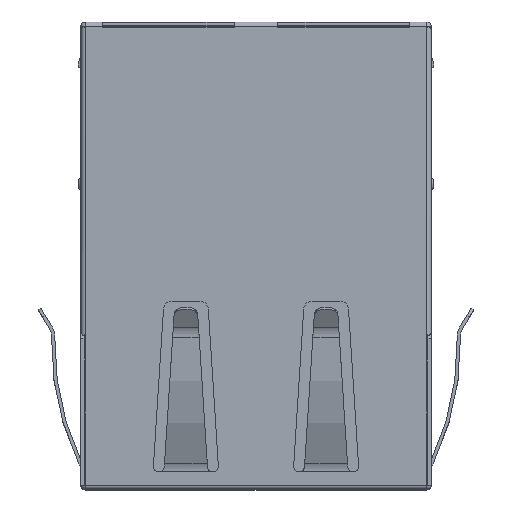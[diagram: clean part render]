
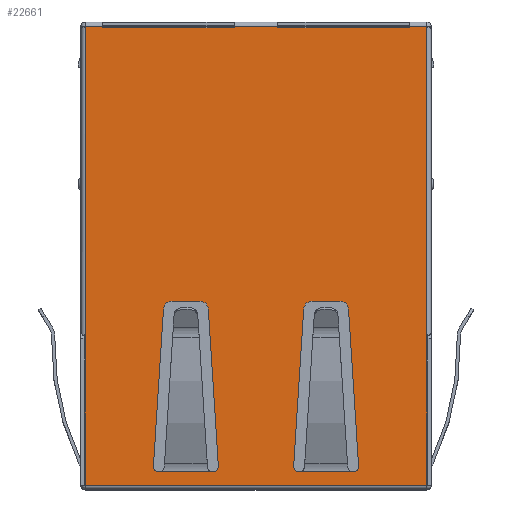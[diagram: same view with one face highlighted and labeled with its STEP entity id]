
A CAD part, top view. The second image highlights one B-rep face of the part: STEP entity #22661.
In plain terms, the highlighted planar face has unit normal (0, 0, 1).
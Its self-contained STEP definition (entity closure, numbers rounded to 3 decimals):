
#13149=DIRECTION('',(-1.,0.,0.));
#13150=VECTOR('',#13149,15.6);
#13151=CARTESIAN_POINT('',(7.8,-10.57,13.3));
#13152=LINE('',#13151,#13150);
#13153=DIRECTION('',(0.,-1.,0.));
#13154=VECTOR('',#13153,20.94);
#13155=CARTESIAN_POINT('',(-7.8,10.37,13.3));
#13156=LINE('',#13155,#13154);
#13157=DIRECTION('',(1.,0.,0.));
#13158=VECTOR('',#13157,0.8);
#13159=CARTESIAN_POINT('',(-7.8,10.37,13.3));
#13160=LINE('',#13159,#13158);
#13161=DIRECTION('',(0.,-1.,0.));
#13162=VECTOR('',#13161,0.06);
#13163=CARTESIAN_POINT('',(-7.,10.37,13.3));
#13164=LINE('',#13163,#13162);
#13165=DIRECTION('',(-1.,0.,0.));
#13166=VECTOR('',#13165,6.);
#13167=CARTESIAN_POINT('',(-1.,10.31,13.3));
#13168=LINE('',#13167,#13166);
#13169=DIRECTION('',(0.,-1.,0.));
#13170=VECTOR('',#13169,0.06);
#13171=CARTESIAN_POINT('',(-1.,10.37,13.3));
#13172=LINE('',#13171,#13170);
#13173=DIRECTION('',(1.,0.,0.));
#13174=VECTOR('',#13173,2.);
#13175=CARTESIAN_POINT('',(-1.,10.37,13.3));
#13176=LINE('',#13175,#13174);
#13177=DIRECTION('',(0.,-1.,0.));
#13178=VECTOR('',#13177,0.06);
#13179=CARTESIAN_POINT('',(1.,10.37,13.3));
#13180=LINE('',#13179,#13178);
#13181=DIRECTION('',(1.,0.,0.));
#13182=VECTOR('',#13181,6.);
#13183=CARTESIAN_POINT('',(1.,10.31,13.3));
#13184=LINE('',#13183,#13182);
#13185=DIRECTION('',(0.,-1.,0.));
#13186=VECTOR('',#13185,0.06);
#13187=CARTESIAN_POINT('',(7.,10.37,13.3));
#13188=LINE('',#13187,#13186);
#13189=DIRECTION('',(1.,0.,0.));
#13190=VECTOR('',#13189,0.8);
#13191=CARTESIAN_POINT('',(7.,10.37,13.3));
#13192=LINE('',#13191,#13190);
#13193=DIRECTION('',(-0.064,0.998,0.));
#13194=VECTOR('',#13193,7.18);
#13195=CARTESIAN_POINT('',(4.683,-9.705,13.3));
#13196=LINE('',#13195,#13194);
#13197=DIRECTION('',(-1.,0.,0.));
#13198=VECTOR('',#13197,1.259);
#13199=CARTESIAN_POINT('',(3.83,-2.17,13.3));
#13200=LINE('',#13199,#13198);
#13201=DIRECTION('',(-0.064,-0.998,0.));
#13202=VECTOR('',#13201,7.18);
#13203=CARTESIAN_POINT('',(2.176,-2.54,13.3));
#13204=LINE('',#13203,#13202);
#13205=DIRECTION('',(0.064,0.998,0.));
#13206=VECTOR('',#13205,7.18);
#13207=CARTESIAN_POINT('',(-4.683,-9.705,13.3));
#13208=LINE('',#13207,#13206);
#13209=DIRECTION('',(0.064,-0.998,0.));
#13210=VECTOR('',#13209,7.18);
#13211=CARTESIAN_POINT('',(-2.176,-2.54,13.3));
#13212=LINE('',#13211,#13210);
#13213=DIRECTION('',(1.,0.,0.));
#13214=VECTOR('',#13213,1.259);
#13215=CARTESIAN_POINT('',(-3.83,-2.17,13.3));
#13216=LINE('',#13215,#13214);
#14009=DIRECTION('',(0.,-1.,0.));
#14010=VECTOR('',#14009,20.94);
#14011=CARTESIAN_POINT('',(7.8,10.37,13.3));
#14012=LINE('',#14011,#14010);
#14203=CARTESIAN_POINT('',(4.434,-9.721,13.3));
#14204=DIRECTION('',(0.,0.,-1.));
#14205=DIRECTION('',(0.998,0.064,0.));
#14206=AXIS2_PLACEMENT_3D('',#14203,#14204,#14205);
#14336=DIRECTION('',(-1.,0.,0.));
#14337=VECTOR('',#14336,2.468);
#14338=CARTESIAN_POINT('',(4.434,-9.97,13.3));
#14339=LINE('',#14338,#14337);
#14370=CARTESIAN_POINT('',(1.966,-9.97,13.3));
#14372=CARTESIAN_POINT('',(1.966,-9.721,13.3));
#14373=DIRECTION('',(0.,0.,-1.));
#14374=DIRECTION('',(0.,-1.,0.));
#14375=AXIS2_PLACEMENT_3D('',#14372,#14373,#14374);
#14385=CARTESIAN_POINT('',(2.57,-2.565,13.3));
#14386=DIRECTION('',(0.,0.,-1.));
#14387=DIRECTION('',(-0.998,0.064,0.));
#14388=AXIS2_PLACEMENT_3D('',#14385,#14386,#14387);
#14403=CARTESIAN_POINT('',(3.83,-2.565,13.3));
#14404=DIRECTION('',(0.,0.,-1.));
#14405=DIRECTION('',(0.,1.,0.));
#14406=AXIS2_PLACEMENT_3D('',#14403,#14404,#14405);
#14585=CARTESIAN_POINT('',(-1.966,-9.721,13.3));
#14586=DIRECTION('',(0.,0.,-1.));
#14587=DIRECTION('',(0.998,0.064,0.));
#14588=AXIS2_PLACEMENT_3D('',#14585,#14586,#14587);
#14626=CARTESIAN_POINT('',(-2.57,-2.565,13.3));
#14627=DIRECTION('',(0.,0.,-1.));
#14628=DIRECTION('',(0.,1.,0.));
#14629=AXIS2_PLACEMENT_3D('',#14626,#14627,#14628);
#14644=CARTESIAN_POINT('',(-3.83,-2.565,13.3));
#14645=DIRECTION('',(0.,0.,-1.));
#14646=DIRECTION('',(-0.998,0.064,0.));
#14647=AXIS2_PLACEMENT_3D('',#14644,#14645,#14646);
#14664=CARTESIAN_POINT('',(-4.434,-9.97,13.3));
#14666=CARTESIAN_POINT('',(-4.434,-9.721,13.3));
#14667=DIRECTION('',(0.,0.,-1.));
#14668=DIRECTION('',(0.,-1.,0.));
#14669=AXIS2_PLACEMENT_3D('',#14666,#14667,#14668);
#14685=DIRECTION('',(-1.,0.,0.));
#14686=VECTOR('',#14685,2.468);
#14687=CARTESIAN_POINT('',(-1.966,-9.97,13.3));
#14688=LINE('',#14687,#14686);
#17422=CARTESIAN_POINT('',(-7.8,10.37,13.3));
#17424=VERTEX_POINT('',#17422);
#17426=CARTESIAN_POINT('',(7.8,10.37,13.3));
#17428=VERTEX_POINT('',#17426);
#17445=CARTESIAN_POINT('',(1.,10.37,13.3));
#17446=CARTESIAN_POINT('',(1.,10.31,13.3));
#17447=VERTEX_POINT('',#17445);
#17448=VERTEX_POINT('',#17446);
#17449=CARTESIAN_POINT('',(7.,10.37,13.3));
#17450=CARTESIAN_POINT('',(7.,10.31,13.3));
#17451=VERTEX_POINT('',#17449);
#17452=VERTEX_POINT('',#17450);
#17457=CARTESIAN_POINT('',(-1.,10.31,13.3));
#17459=VERTEX_POINT('',#17457);
#17465=CARTESIAN_POINT('',(-7.,10.31,13.3));
#17467=VERTEX_POINT('',#17465);
#17481=CARTESIAN_POINT('',(-1.,10.37,13.3));
#17482=VERTEX_POINT('',#17481);
#17483=CARTESIAN_POINT('',(-7.,10.37,13.3));
#17484=VERTEX_POINT('',#17483);
#17621=CARTESIAN_POINT('',(7.8,-10.57,13.3));
#17622=CARTESIAN_POINT('',(-7.8,-10.57,13.3));
#17623=VERTEX_POINT('',#17621);
#17624=VERTEX_POINT('',#17622);
#18204=CARTESIAN_POINT('',(1.717,-9.705,13.3));
#18206=VERTEX_POINT('',#18204);
#18216=CARTESIAN_POINT('',(4.683,-9.705,13.3));
#18218=VERTEX_POINT('',#18216);
#18219=CARTESIAN_POINT('',(3.83,-2.17,13.3));
#18221=VERTEX_POINT('',#18219);
#18223=CARTESIAN_POINT('',(4.224,-2.54,13.3));
#18225=VERTEX_POINT('',#18223);
#18227=CARTESIAN_POINT('',(2.176,-2.54,13.3));
#18229=VERTEX_POINT('',#18227);
#18231=CARTESIAN_POINT('',(2.57,-2.17,13.3));
#18233=VERTEX_POINT('',#18231);
#18237=VERTEX_POINT('',#14370);
#18239=CARTESIAN_POINT('',(4.434,-9.97,13.3));
#18240=VERTEX_POINT('',#18239);
#18263=CARTESIAN_POINT('',(-1.717,-9.705,13.3));
#18265=VERTEX_POINT('',#18263);
#18275=CARTESIAN_POINT('',(-4.683,-9.705,13.3));
#18277=VERTEX_POINT('',#18275);
#18280=CARTESIAN_POINT('',(-3.83,-2.17,13.3));
#18282=VERTEX_POINT('',#18280);
#18284=CARTESIAN_POINT('',(-4.224,-2.54,13.3));
#18286=VERTEX_POINT('',#18284);
#18288=CARTESIAN_POINT('',(-2.176,-2.54,13.3));
#18290=VERTEX_POINT('',#18288);
#18292=CARTESIAN_POINT('',(-2.57,-2.17,13.3));
#18294=VERTEX_POINT('',#18292);
#18295=CARTESIAN_POINT('',(-1.966,-9.97,13.3));
#18296=VERTEX_POINT('',#18295);
#18298=VERTEX_POINT('',#14664);
#22596=CARTESIAN_POINT('',(-7.8,10.57,13.3));
#22597=DIRECTION('',(0.,0.,1.));
#22598=DIRECTION('',(1.,0.,0.));
#22599=AXIS2_PLACEMENT_3D('',#22596,#22597,#22598);
#22600=PLANE('',#22599);
#22601=ORIENTED_EDGE('',*,*,#22582,.T.);
#22602=ORIENTED_EDGE('',*,*,#19492,.F.);
#22604=ORIENTED_EDGE('',*,*,#22603,.T.);
#22606=ORIENTED_EDGE('',*,*,#22605,.T.);
#22608=ORIENTED_EDGE('',*,*,#22607,.F.);
#22610=ORIENTED_EDGE('',*,*,#22609,.F.);
#22612=ORIENTED_EDGE('',*,*,#22611,.T.);
#22614=ORIENTED_EDGE('',*,*,#22613,.T.);
#22616=ORIENTED_EDGE('',*,*,#22615,.T.);
#22618=ORIENTED_EDGE('',*,*,#22617,.F.);
#22620=ORIENTED_EDGE('',*,*,#22619,.T.);
#22622=ORIENTED_EDGE('',*,*,#22621,.T.);
#22623=EDGE_LOOP('',(#22601,#22602,#22604,#22606,#22608,#22610,#22612,#22614,
#22616,#22618,#22620,#22622));
#22624=FACE_OUTER_BOUND('',#22623,.F.);
#22626=ORIENTED_EDGE('',*,*,#22625,.F.);
#22628=ORIENTED_EDGE('',*,*,#22627,.F.);
#22630=ORIENTED_EDGE('',*,*,#22629,.T.);
#22632=ORIENTED_EDGE('',*,*,#22631,.F.);
#22634=ORIENTED_EDGE('',*,*,#22633,.T.);
#22636=ORIENTED_EDGE('',*,*,#22635,.F.);
#22638=ORIENTED_EDGE('',*,*,#22637,.T.);
#22640=ORIENTED_EDGE('',*,*,#22639,.F.);
#22641=EDGE_LOOP('',(#22626,#22628,#22630,#22632,#22634,#22636,#22638,#22640));
#22642=FACE_BOUND('',#22641,.F.);
#22644=ORIENTED_EDGE('',*,*,#22643,.F.);
#22646=ORIENTED_EDGE('',*,*,#22645,.F.);
#22648=ORIENTED_EDGE('',*,*,#22647,.F.);
#22650=ORIENTED_EDGE('',*,*,#22649,.F.);
#22652=ORIENTED_EDGE('',*,*,#22651,.F.);
#22654=ORIENTED_EDGE('',*,*,#22653,.F.);
#22656=ORIENTED_EDGE('',*,*,#22655,.F.);
#22658=ORIENTED_EDGE('',*,*,#22657,.F.);
#22659=EDGE_LOOP('',(#22644,#22646,#22648,#22650,#22652,#22654,#22656,#22658));
#22660=FACE_BOUND('',#22659,.F.);
#14207=CIRCLE('',#14206,0.249);
#14376=CIRCLE('',#14375,0.249);
#14389=CIRCLE('',#14388,0.395);
#14407=CIRCLE('',#14406,0.395);
#14589=CIRCLE('',#14588,0.249);
#14630=CIRCLE('',#14629,0.395);
#14648=CIRCLE('',#14647,0.395);
#14670=CIRCLE('',#14669,0.249);
#19492=EDGE_CURVE('',#17424,#17624,#13156,.T.);
#22582=EDGE_CURVE('',#17623,#17624,#13152,.T.);
#22603=EDGE_CURVE('',#17424,#17484,#13160,.T.);
#22605=EDGE_CURVE('',#17484,#17467,#13164,.T.);
#22607=EDGE_CURVE('',#17459,#17467,#13168,.T.);
#22609=EDGE_CURVE('',#17482,#17459,#13172,.T.);
#22611=EDGE_CURVE('',#17482,#17447,#13176,.T.);
#22613=EDGE_CURVE('',#17447,#17448,#13180,.T.);
#22615=EDGE_CURVE('',#17448,#17452,#13184,.T.);
#22617=EDGE_CURVE('',#17451,#17452,#13188,.T.);
#22619=EDGE_CURVE('',#17451,#17428,#13192,.T.);
#22621=EDGE_CURVE('',#17428,#17623,#14012,.T.);
#22625=EDGE_CURVE('',#18240,#18237,#14339,.T.);
#22627=EDGE_CURVE('',#18218,#18240,#14207,.T.);
#22629=EDGE_CURVE('',#18218,#18225,#13196,.T.);
#22631=EDGE_CURVE('',#18221,#18225,#14407,.T.);
#22633=EDGE_CURVE('',#18221,#18233,#13200,.T.);
#22635=EDGE_CURVE('',#18229,#18233,#14389,.T.);
#22637=EDGE_CURVE('',#18229,#18206,#13204,.T.);
#22639=EDGE_CURVE('',#18237,#18206,#14376,.T.);
#22643=EDGE_CURVE('',#18277,#18286,#13208,.T.);
#22645=EDGE_CURVE('',#18298,#18277,#14670,.T.);
#22647=EDGE_CURVE('',#18296,#18298,#14688,.T.);
#22649=EDGE_CURVE('',#18265,#18296,#14589,.T.);
#22651=EDGE_CURVE('',#18290,#18265,#13212,.T.);
#22653=EDGE_CURVE('',#18294,#18290,#14630,.T.);
#22655=EDGE_CURVE('',#18282,#18294,#13216,.T.);
#22657=EDGE_CURVE('',#18286,#18282,#14648,.T.);
#22661=ADVANCED_FACE('',(#22624,#22642,#22660),#22600,.T.);
